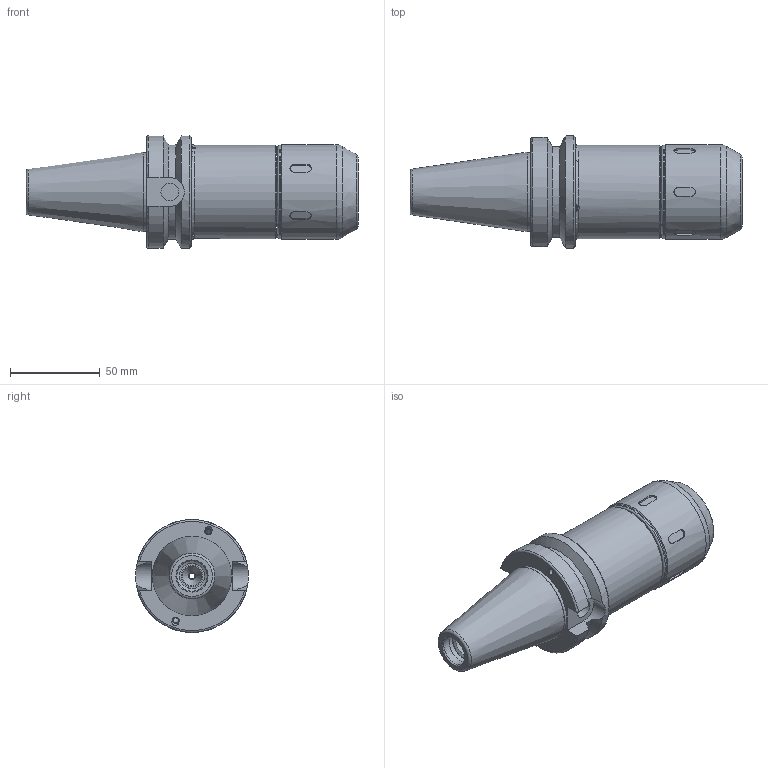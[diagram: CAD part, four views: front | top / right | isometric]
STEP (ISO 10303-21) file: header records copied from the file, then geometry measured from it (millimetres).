
FILE_DESCRIPTION(/* description */ (''),/* implementation_level */ '2;1');
FILE_NAME(/* name */ '3100413-BT40BHPMC075472.stp',/* time_stamp */ '2018-10-24T10:25:40+09:00',/* author */ ('imec'),/* organization */ (''),/* preprocessor_version */ 'ST-DEVELOPER v16.5',/* originating_system */ 'Autodesk Inventor LT',/* authorisation */ '');
FILE_SCHEMA (('CONFIG_CONTROL_DESIGN'));
Length unit declared in the file: millimetre
Products named in the file (1): 3100413-BT40BHPMC075472
Bounding box: 185.4 x 63 x 63 mm (x, y, z)
Volume: 292495 mm3; surface area: 49872.4 mm2
Topology: 2 solids, 2 shells, 143 faces, 327 edges, 211 vertices
Faces by surface type: plane 67, cylinder 48, cone 17, torus 11
Full cylindrical faces by diameter (mm): 3 x1, 3.2 x4, 4 x4, 7 x1, 10 x1, 11 x1, 12 x1, 14 x1, 16 x1, 17 x1, 18 x1, 19.05 x4, 20 x1, 24 x1, 39.7 x1, 44 x1, 46.7 x1, 52 x2, 53 x1, 63 x1
Entity records: 4075 total; most frequent: CARTESIAN_POINT 1042, DIRECTION 624, ORIENTED_EDGE 534, EDGE_CURVE 267, AXIS2_PLACEMENT_3D 259, EDGE_LOOP 228, VERTEX_POINT 201, FACE_OUTER_BOUND 143
